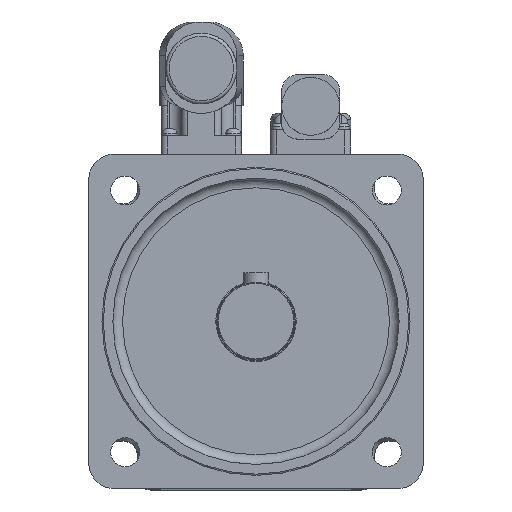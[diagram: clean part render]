
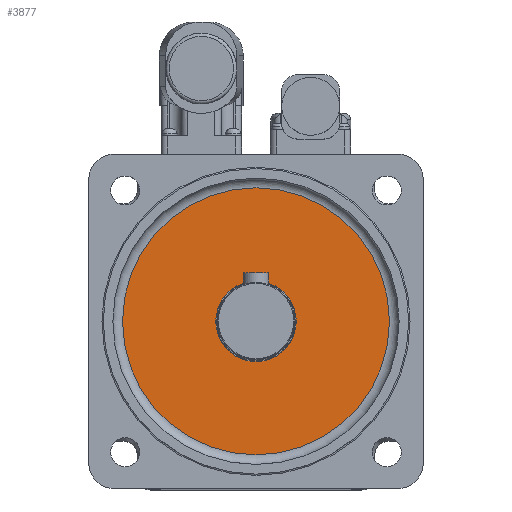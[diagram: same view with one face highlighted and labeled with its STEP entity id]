
A CAD part, top view. The second image highlights one B-rep face of the part: STEP entity #3877.
In plain terms, the highlighted planar face has unit normal (0, 0, 1).
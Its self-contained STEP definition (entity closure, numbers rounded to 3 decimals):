
#3850=CARTESIAN_POINT('',(0.,0.,-4.735));
#3851=DIRECTION('',(0.0,0.0,-1.0));
#3852=DIRECTION('',(-1.0,0.0,0.0));
#3853=AXIS2_PLACEMENT_3D('',#3850,#3851,#3852);
#3854=PLANE('',#3853);
#3855=CARTESIAN_POINT('',(41.5,0.,-4.735));
#3856=VERTEX_POINT('',#3855);
#3857=CARTESIAN_POINT('',(0.,0.,-4.735));
#3858=DIRECTION('',(0.0,0.0,-1.0));
#3859=DIRECTION('',(-1.0,0.0,0.0));
#3860=AXIS2_PLACEMENT_3D('',#3857,#3858,#3859);
#3861=CIRCLE('',#3860,41.5);
#3862=EDGE_CURVE('',#3856,#3856,#3861,.T.);
#3863=ORIENTED_EDGE('',*,*,#3862,.F.);
#3864=EDGE_LOOP('',(#3863));
#3865=FACE_OUTER_BOUND('',#3864,.T.);
#3866=CARTESIAN_POINT('',(0.,12.5,-4.735));
#3867=VERTEX_POINT('',#3866);
#3868=CARTESIAN_POINT('',(0.,0.,-4.735));
#3869=DIRECTION('',(0.0,0.0,-1.0));
#3870=DIRECTION('',(0.0,1.0,0.0));
#3871=AXIS2_PLACEMENT_3D('',#3868,#3869,#3870);
#3872=CIRCLE('',#3871,12.5);
#3873=EDGE_CURVE('',#3867,#3867,#3872,.T.);
#3874=ORIENTED_EDGE('',*,*,#3873,.T.);
#3875=EDGE_LOOP('',(#3874));
#3876=FACE_BOUND('',#3875,.T.);
#3877=ADVANCED_FACE('',(#3865,#3876),#3854,.F.);
